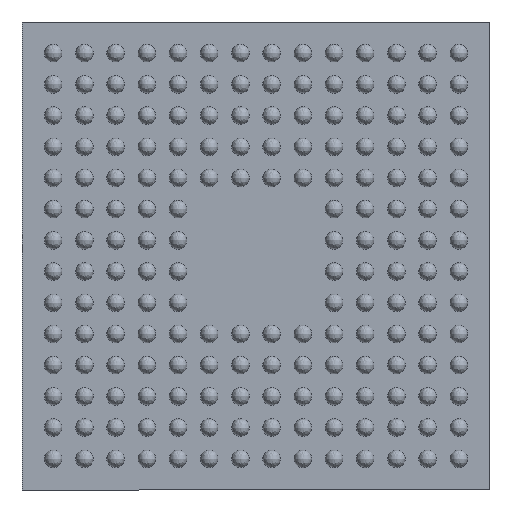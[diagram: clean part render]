
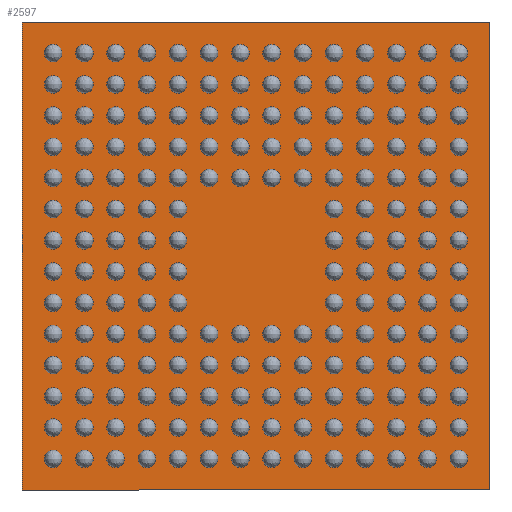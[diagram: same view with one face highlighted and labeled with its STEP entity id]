
A CAD part, front view. The second image highlights one B-rep face of the part: STEP entity #2597.
In plain terms, the highlighted planar face has unit normal (0, -1, 0).
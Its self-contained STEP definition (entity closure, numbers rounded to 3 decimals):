
#1002 = VERTEX_POINT ( 'NONE', #21647 ) ;
#1869 = VECTOR ( 'NONE', #18358, 1000. ) ;
#1876 = CARTESIAN_POINT ( 'NONE',  ( 0., 0.35, -6. ) ) ;
#2597 = ADVANCED_FACE ( 'NONE', ( #18710 ), #5376, .T. ) ;
#2696 = DIRECTION ( 'NONE',  ( 0., -1., 0. ) ) ;
#2733 = VERTEX_POINT ( 'NONE', #18355 ) ;
#3841 = CARTESIAN_POINT ( 'NONE',  ( 6., 0.35, 0. ) ) ;
#5038 = VECTOR ( 'NONE', #8711, 1000. ) ;
#5376 = PLANE ( 'NONE',  #17530 ) ;
#5446 = VERTEX_POINT ( 'NONE', #16605 ) ;
#5452 = ORIENTED_EDGE ( 'NONE', *, *, #21652, .T. ) ;
#6425 = VECTOR ( 'NONE', #17378, 1000. ) ;
#7189 = LINE ( 'NONE', #3841, #5038 ) ;
#7336 = ORIENTED_EDGE ( 'NONE', *, *, #20009, .T. ) ;
#7547 = LINE ( 'NONE', #12387, #6425 ) ;
#7894 = LINE ( 'NONE', #11622, #1869 ) ;
#8711 = DIRECTION ( 'NONE',  ( 0., 0., 1. ) ) ;
#11072 = DIRECTION ( 'NONE',  ( 1., 0., 0. ) ) ;
#11622 = CARTESIAN_POINT ( 'NONE',  ( 0., 0.35, 6. ) ) ;
#11831 = VERTEX_POINT ( 'NONE', #18498 ) ;
#12335 = LINE ( 'NONE', #1876, #15209 ) ;
#12387 = CARTESIAN_POINT ( 'NONE',  ( -6., 0.35, 0. ) ) ;
#13967 = EDGE_LOOP ( 'NONE', ( #19991, #17662, #7336, #5452 ) ) ;
#14299 = CARTESIAN_POINT ( 'NONE',  ( 0., 0.35, 0. ) ) ;
#14935 = EDGE_CURVE ( 'NONE', #11831, #1002, #12335, .T. ) ;
#15209 = VECTOR ( 'NONE', #15346, 1000. ) ;
#15346 = DIRECTION ( 'NONE',  ( 1., 0., 0. ) ) ;
#16262 = EDGE_CURVE ( 'NONE', #5446, #11831, #7547, .T. ) ;
#16605 = CARTESIAN_POINT ( 'NONE',  ( -6., 0.35, 6. ) ) ;
#17378 = DIRECTION ( 'NONE',  ( 0., 0., -1. ) ) ;
#17530 = AXIS2_PLACEMENT_3D ( 'NONE', #14299, #2696, #11072 ) ;
#17662 = ORIENTED_EDGE ( 'NONE', *, *, #14935, .T. ) ;
#18355 = CARTESIAN_POINT ( 'NONE',  ( 6., 0.35, 6. ) ) ;
#18358 = DIRECTION ( 'NONE',  ( -1., 0., 0. ) ) ;
#18498 = CARTESIAN_POINT ( 'NONE',  ( -6., 0.35, -6. ) ) ;
#18710 = FACE_OUTER_BOUND ( 'NONE', #13967, .T. ) ;
#19991 = ORIENTED_EDGE ( 'NONE', *, *, #16262, .T. ) ;
#20009 = EDGE_CURVE ( 'NONE', #1002, #2733, #7189, .T. ) ;
#21647 = CARTESIAN_POINT ( 'NONE',  ( 6., 0.35, -6. ) ) ;
#21652 = EDGE_CURVE ( 'NONE', #2733, #5446, #7894, .T. ) ;
